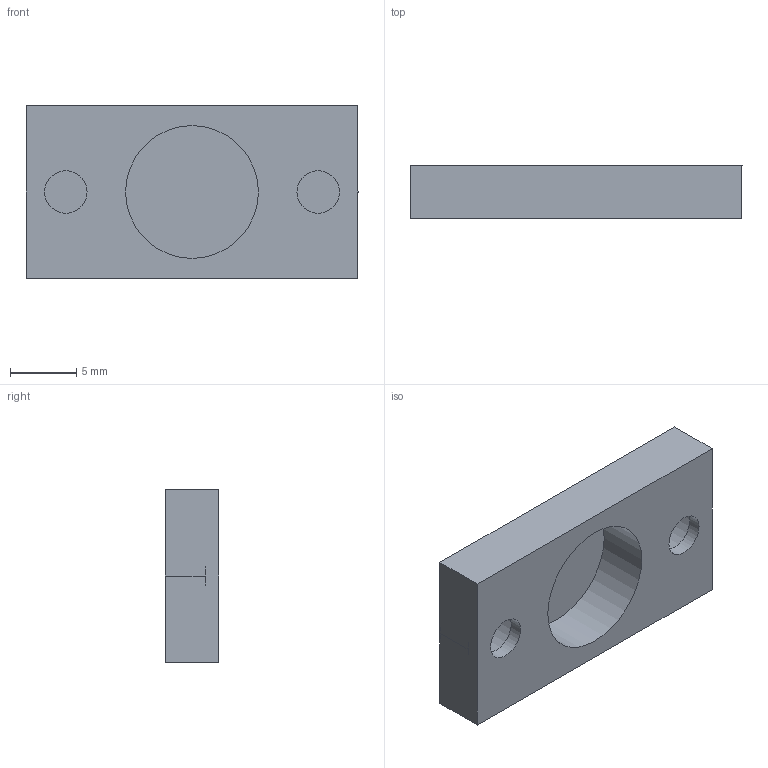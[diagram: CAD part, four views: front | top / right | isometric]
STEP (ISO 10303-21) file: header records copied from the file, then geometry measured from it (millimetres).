
FILE_DESCRIPTION(/* description */ (''),/* implementation_level */ '2;1');
FILE_NAME(/* name */ 'Z carriage front nut cover v3.step',/* time_stamp */ '2023-01-02T10:57:26+01:00',/* author */ (''),/* organization */ (''),/* preprocessor_version */ 'ST-DEVELOPER v19.2',/* originating_system */ 'Autodesk Translation Framework v11.17.0.187',/* authorisation */ '');
FILE_SCHEMA (('AUTOMOTIVE_DESIGN { 1 0 10303 214 3 1 1 }'));
Length unit declared in the file: millimetre
Products named in the file (1): Z carriage front nut cover
Bounding box: 25 x 4 x 13 mm (x, y, z)
Volume: 800.1 mm3; surface area: 1293.8 mm2
Topology: 1 solids, 1 shells, 18 faces, 39 edges, 24 vertices
Faces by surface type: plane 11, cylinder 7
Full cylindrical faces by diameter (mm): 3.2 x2, 10 x1
Entity records: 490 total; most frequent: DIRECTION 83, CARTESIAN_POINT 75, ORIENTED_EDGE 74, EDGE_CURVE 37, AXIS2_PLACEMENT_3D 30, LINE 23, VECTOR 23, VERTEX_POINT 22
